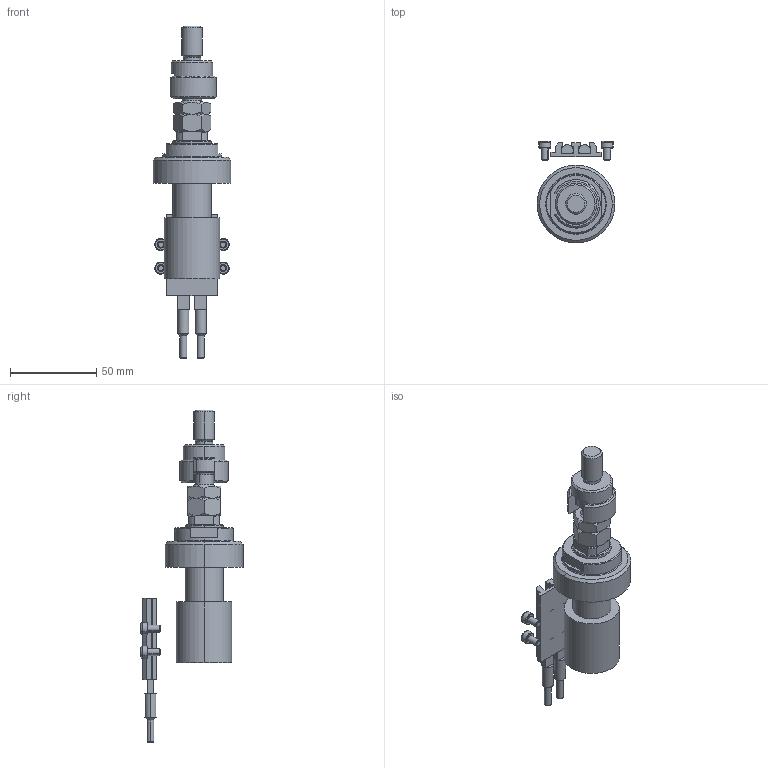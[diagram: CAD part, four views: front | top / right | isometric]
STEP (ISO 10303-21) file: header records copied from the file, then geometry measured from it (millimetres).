
FILE_DESCRIPTION (( 'STEP AP203' ), '1' );
FILE_NAME ('e4af.STEP', '2023-10-07T18:19:32', ( '' ), ( '' ), 'SwSTEP 2.0', 'SolidWorks 2019', '' );
FILE_SCHEMA (( 'CONFIG_CONTROL_DESIGN' ));
Length unit declared in the file: millimetre
Products named in the file (9): MFA 8f37bf6ed2a9b5a2efb578a0cb7af515; DFA 8f37bf6ed2a9b5a2efb578a0cb7af515; V250CE_E_Body 8f37bf6ed2a9b5a2efb578a0cb7af515; ALLEN BOLT V250CE 8f37bf6ed2a9b5a2efb578a0cb7af515; SWITCH_V250CE 8f37bf6ed2a9b5a2efb578a0cb7af515; V250CE_VC_E 8f37bf6ed2a9b5a2efb578a0cb7af515; e4af; V250CE_C_VCP 8f37bf6ed2a9b5a2efb578a0cb7af515; FEMALE_PART_FOR_DFA 8f37bf6ed2a9b5a2efb578a0cb7af515
Assembly tree (12 placements, depth 3):
  e4af
    V250CE_E_Body 8f37bf6ed2a9b5a2efb578a0cb7af515
    ALLEN BOLT V250CE 8f37bf6ed2a9b5a2efb578a0cb7af515  x4
    V250CE_C_VCP 8f37bf6ed2a9b5a2efb578a0cb7af515
    V250CE_VC_E 8f37bf6ed2a9b5a2efb578a0cb7af515
    DFA 8f37bf6ed2a9b5a2efb578a0cb7af515
      FEMALE_PART_FOR_DFA 8f37bf6ed2a9b5a2efb578a0cb7af515
      MFA 8f37bf6ed2a9b5a2efb578a0cb7af515
    SWITCH_V250CE 8f37bf6ed2a9b5a2efb578a0cb7af515  x2
Bounding box: 45 x 59 x 192 mm (x, y, z)
Volume: 94772.5 mm3; surface area: 32025.7 mm2
Topology: 11 solids, 11 shells, 335 faces, 720 edges, 419 vertices
Faces by surface type: plane 146, cone 100, cylinder 67, torus 22
Entity records: 50992 total; most frequent: CARTESIAN_POINT 25657, ORIENTED_EDGE 5570, DIRECTION 3869, EDGE_CURVE 2785, VERTEX_POINT 1805, LINE 1623, VECTOR 1623, EDGE_LOOP 1256
